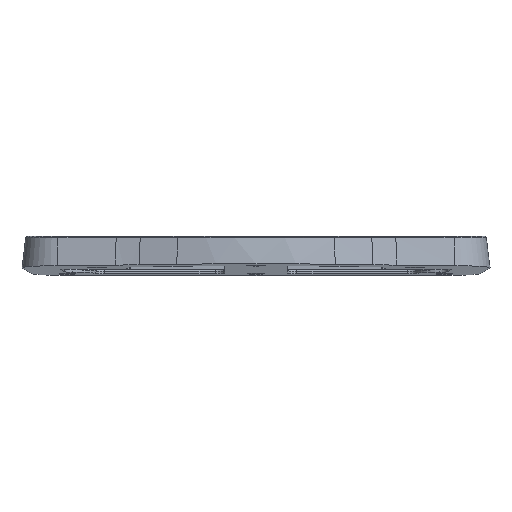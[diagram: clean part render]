
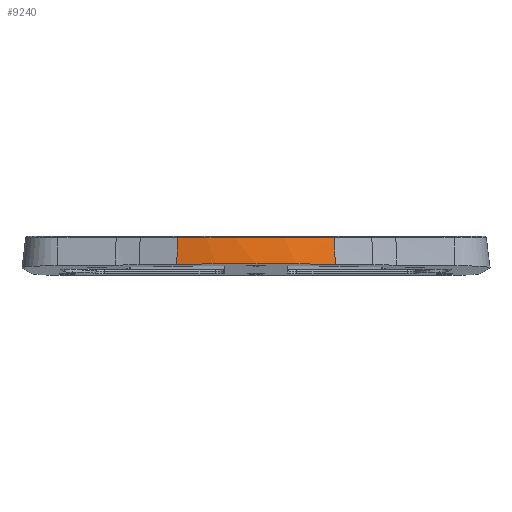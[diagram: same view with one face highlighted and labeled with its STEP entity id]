
A CAD part, front view. The second image highlights one B-rep face of the part: STEP entity #9240.
In plain terms, the highlighted free-form (B-spline) face has degree [7, 1] with [8, 2] control points.
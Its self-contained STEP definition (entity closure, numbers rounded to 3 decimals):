
#325 = PLANE('',#326);
#326 = AXIS2_PLACEMENT_3D('',#327,#328,#329);
#327 = CARTESIAN_POINT('',(0.,4.855,-0.254));
#328 = DIRECTION('',(0.,0.052,0.999));
#329 = DIRECTION('',(0.,0.999,-0.052));
#2882 = VERTEX_POINT('',#2883);
#2883 = CARTESIAN_POINT('',(-40.635,-52.419,
    2.747));
#2897 = B_SPLINE_SURFACE_WITH_KNOTS('',1,1,(
    (#2898,#2899)
    ,(#2900,#2901
    )),.UNSPECIFIED.,.F.,.F.,.F.,(2,2),(2,2),(-19.917,0.),(0.,1.)
  ,.PIECEWISE_BEZIER_KNOTS.);
#2898 = CARTESIAN_POINT('',(-59.356,-45.404,17.));
#2899 = CARTESIAN_POINT('',(-59.873,-47.271,
    2.477));
#2900 = CARTESIAN_POINT('',(-40.117,-50.559,17.));
#2901 = CARTESIAN_POINT('',(-40.635,-52.419,
    2.747));
#2909 = EDGE_CURVE('',#2882,#2910,#2912,.T.);
#2910 = VERTEX_POINT('',#2911);
#2911 = CARTESIAN_POINT('',(40.635,-52.419,
    2.747));
#2912 = SURFACE_CURVE('',#2913,(#2918,#2925),.PCURVE_S1.);
#2913 = CIRCLE('',#2914,157.);
#2914 = AXIS2_PLACEMENT_3D('',#2915,#2916,#2917);
#2915 = CARTESIAN_POINT('',(0.,99.023,-5.19));
#2916 = DIRECTION('',(-0.,0.052,0.999));
#2917 = DIRECTION('',(1.,0.,0.));
#2918 = PCURVE('',#325,#2919);
#2919 = DEFINITIONAL_REPRESENTATION('',(#2920),#2924);
#2920 = CIRCLE('',#2921,157.);
#2921 = AXIS2_PLACEMENT_2D('',#2922,#2923);
#2922 = CARTESIAN_POINT('',(94.297,0.));
#2923 = DIRECTION('',(0.,-1.));
#2924 = ( GEOMETRIC_REPRESENTATION_CONTEXT(2) 
PARAMETRIC_REPRESENTATION_CONTEXT() REPRESENTATION_CONTEXT('2D SPACE',''
  ) );
#2925 = PCURVE('',#2926,#2943);
#2926 = B_SPLINE_SURFACE_WITH_KNOTS('',7,1,(
    (#2927,#2928)
    ,(#2929,#2930)
    ,(#2931,#2932)
    ,(#2933,#2934)
    ,(#2935,#2936)
    ,(#2937,#2938)
    ,(#2939,#2940)
    ,(#2941,#2942
    )),.UNSPECIFIED.,.F.,.F.,.F.,(8,8),(2,2),(4.451,
    4.974),(0.,1.),.PIECEWISE_BEZIER_KNOTS.);
#2927 = CARTESIAN_POINT('',(-40.117,-50.559,17.));
#2928 = CARTESIAN_POINT('',(-40.635,-52.419,
    2.747));
#2929 = CARTESIAN_POINT('',(-28.918,-53.56,17.));
#2930 = CARTESIAN_POINT('',(-29.291,-55.454,
    2.906));
#2931 = CARTESIAN_POINT('',(-17.457,-55.583,17.));
#2932 = CARTESIAN_POINT('',(-17.683,-57.501,
    3.014));
#2933 = CARTESIAN_POINT('',(-5.837,-56.602,17.));
#2934 = CARTESIAN_POINT('',(-5.912,-58.532,
    3.068));
#2935 = CARTESIAN_POINT('',(5.837,-56.602,17.));
#2936 = CARTESIAN_POINT('',(5.912,-58.532,
    3.068));
#2937 = CARTESIAN_POINT('',(17.457,-55.583,17.));
#2938 = CARTESIAN_POINT('',(17.683,-57.501,
    3.014));
#2939 = CARTESIAN_POINT('',(28.918,-53.56,17.));
#2940 = CARTESIAN_POINT('',(29.291,-55.454,
    2.906));
#2941 = CARTESIAN_POINT('',(40.117,-50.559,17.));
#2942 = CARTESIAN_POINT('',(40.635,-52.419,
    2.747));
#2943 = DEFINITIONAL_REPRESENTATION('',(#2944),#2948);
#2944 = LINE('',#2945,#2946);
#2945 = CARTESIAN_POINT('',(0.,1.));
#2946 = VECTOR('',#2947,1.);
#2947 = DIRECTION('',(1.,0.));
#2948 = ( GEOMETRIC_REPRESENTATION_CONTEXT(2) 
PARAMETRIC_REPRESENTATION_CONTEXT() REPRESENTATION_CONTEXT('2D SPACE',''
  ) );
#2966 = B_SPLINE_SURFACE_WITH_KNOTS('',1,1,(
    (#2967,#2968)
    ,(#2969,#2970
    )),.UNSPECIFIED.,.F.,.F.,.F.,(2,2),(2,2),(0.,19.917),(0.,1.
    ),.PIECEWISE_BEZIER_KNOTS.);
#2967 = CARTESIAN_POINT('',(40.117,-50.559,17.));
#2968 = CARTESIAN_POINT('',(40.635,-52.419,
    2.747));
#2969 = CARTESIAN_POINT('',(59.356,-45.404,17.));
#2970 = CARTESIAN_POINT('',(59.873,-47.271,
    2.477));
#9050 = EDGE_CURVE('',#9051,#2910,#9053,.T.);
#9051 = VERTEX_POINT('',#9052);
#9052 = CARTESIAN_POINT('',(40.141,-50.644,
    16.351));
#9053 = SURFACE_CURVE('',#9054,(#9057,#9064),.PCURVE_S1.);
#9054 = B_SPLINE_CURVE_WITH_KNOTS('',1,(#9055,#9056),.UNSPECIFIED.,.F.,
  .F.,(2,2),(0.,1.),.PIECEWISE_BEZIER_KNOTS.);
#9055 = CARTESIAN_POINT('',(40.117,-50.559,17.));
#9056 = CARTESIAN_POINT('',(40.635,-52.419,
    2.747));
#9057 = PCURVE('',#2966,#9058);
#9058 = DEFINITIONAL_REPRESENTATION('',(#9059),#9063);
#9059 = LINE('',#9060,#9061);
#9060 = CARTESIAN_POINT('',(0.,0.));
#9061 = VECTOR('',#9062,1.);
#9062 = DIRECTION('',(0.,1.));
#9063 = ( GEOMETRIC_REPRESENTATION_CONTEXT(2) 
PARAMETRIC_REPRESENTATION_CONTEXT() REPRESENTATION_CONTEXT('2D SPACE',''
  ) );
#9064 = PCURVE('',#2926,#9065);
#9065 = DEFINITIONAL_REPRESENTATION('',(#9066),#9070);
#9066 = LINE('',#9067,#9068);
#9067 = CARTESIAN_POINT('',(4.974,0.));
#9068 = VECTOR('',#9069,1.);
#9069 = DIRECTION('',(0.,1.));
#9070 = ( GEOMETRIC_REPRESENTATION_CONTEXT(2) 
PARAMETRIC_REPRESENTATION_CONTEXT() REPRESENTATION_CONTEXT('2D SPACE',''
  ) );
#9240 = ADVANCED_FACE('',(#9241),#2926,.F.);
#9241 = FACE_BOUND('',#9242,.F.);
#9242 = EDGE_LOOP('',(#9243,#9244,#9245,#9267));
#9243 = ORIENTED_EDGE('',*,*,#9050,.T.);
#9244 = ORIENTED_EDGE('',*,*,#2909,.F.);
#9245 = ORIENTED_EDGE('',*,*,#9246,.F.);
#9246 = EDGE_CURVE('',#9247,#2882,#9249,.T.);
#9247 = VERTEX_POINT('',#9248);
#9248 = CARTESIAN_POINT('',(-40.141,-50.644,
    16.351));
#9249 = SURFACE_CURVE('',#9250,(#9253,#9260),.PCURVE_S1.);
#9250 = B_SPLINE_CURVE_WITH_KNOTS('',1,(#9251,#9252),.UNSPECIFIED.,.F.,
  .F.,(2,2),(0.,1.),.PIECEWISE_BEZIER_KNOTS.);
#9251 = CARTESIAN_POINT('',(-40.117,-50.559,17.));
#9252 = CARTESIAN_POINT('',(-40.635,-52.419,
    2.747));
#9253 = PCURVE('',#2926,#9254);
#9254 = DEFINITIONAL_REPRESENTATION('',(#9255),#9259);
#9255 = LINE('',#9256,#9257);
#9256 = CARTESIAN_POINT('',(4.451,0.));
#9257 = VECTOR('',#9258,1.);
#9258 = DIRECTION('',(0.,1.));
#9259 = ( GEOMETRIC_REPRESENTATION_CONTEXT(2) 
PARAMETRIC_REPRESENTATION_CONTEXT() REPRESENTATION_CONTEXT('2D SPACE',''
  ) );
#9260 = PCURVE('',#2897,#9261);
#9261 = DEFINITIONAL_REPRESENTATION('',(#9262),#9266);
#9262 = LINE('',#9263,#9264);
#9263 = CARTESIAN_POINT('',(0.,0.));
#9264 = VECTOR('',#9265,1.);
#9265 = DIRECTION('',(0.,1.));
#9266 = ( GEOMETRIC_REPRESENTATION_CONTEXT(2) 
PARAMETRIC_REPRESENTATION_CONTEXT() REPRESENTATION_CONTEXT('2D SPACE',''
  ) );
#9267 = ORIENTED_EDGE('',*,*,#9268,.F.);
#9268 = EDGE_CURVE('',#9051,#9247,#9269,.T.);
#9269 = SURFACE_CURVE('',#9270,(#9280,#9294),.PCURVE_S1.);
#9270 = ( BOUNDED_CURVE() B_SPLINE_CURVE(8,(#9271,#9272,#9273,#9274,
    #9275,#9276,#9277,#9278,#9279),.UNSPECIFIED.,.F.,.F.) 
B_SPLINE_CURVE_WITH_KNOTS((9,9),(293.185,374.346),
.PIECEWISE_BEZIER_KNOTS.) CURVE() GEOMETRIC_REPRESENTATION_ITEM() 
RATIONAL_B_SPLINE_CURVE((1.,1.,1.,1.,1.,1.,1.,1.,1.)) 
REPRESENTATION_ITEM('') );
#9271 = CARTESIAN_POINT('',(40.141,-50.644,
    16.351));
#9272 = CARTESIAN_POINT('',(30.336,-53.272,
    16.351));
#9273 = CARTESIAN_POINT('',(20.327,-55.168,
    16.352));
#9274 = CARTESIAN_POINT('',(10.205,-56.306,
    16.352));
#9275 = CARTESIAN_POINT('',(0.,-56.695,16.352)
  );
#9276 = CARTESIAN_POINT('',(-10.205,-56.306,
    16.352));
#9277 = CARTESIAN_POINT('',(-20.327,-55.168,
    16.352));
#9278 = CARTESIAN_POINT('',(-30.336,-53.272,
    16.351));
#9279 = CARTESIAN_POINT('',(-40.141,-50.644,
    16.351));
#9280 = PCURVE('',#2926,#9281);
#9281 = DEFINITIONAL_REPRESENTATION('',(#9282),#9293);
#9282 = B_SPLINE_CURVE_WITH_KNOTS('',9,(#9283,#9284,#9285,#9286,#9287,
    #9288,#9289,#9290,#9291,#9292),.UNSPECIFIED.,.F.,.F.,(10,10),(
    293.185,374.346),.PIECEWISE_BEZIER_KNOTS.);
#9283 = CARTESIAN_POINT('',(4.974,0.046));
#9284 = CARTESIAN_POINT('',(4.916,0.046));
#9285 = CARTESIAN_POINT('',(4.858,0.046));
#9286 = CARTESIAN_POINT('',(4.8,0.046));
#9287 = CARTESIAN_POINT('',(4.741,0.046));
#9288 = CARTESIAN_POINT('',(4.683,0.046));
#9289 = CARTESIAN_POINT('',(4.625,0.046));
#9290 = CARTESIAN_POINT('',(4.567,0.046));
#9291 = CARTESIAN_POINT('',(4.509,0.046));
#9292 = CARTESIAN_POINT('',(4.451,0.046));
#9293 = ( GEOMETRIC_REPRESENTATION_CONTEXT(2) 
PARAMETRIC_REPRESENTATION_CONTEXT() REPRESENTATION_CONTEXT('2D SPACE',''
  ) );
#9294 = PCURVE('',#9295,#9323);
#9295 = ( BOUNDED_SURFACE() B_SPLINE_SURFACE(2,8,(
    (#9296,#9297,#9298,#9299,#9300,#9301,#9302,#9303,#9304)
    ,(#9305,#9306,#9307,#9308,#9309,#9310,#9311,#9312,#9313)
    ,(#9314,#9315,#9316,#9317,#9318,#9319,#9320,#9321,#9322
)),.UNSPECIFIED.,.F.,.F.,.F.) B_SPLINE_SURFACE_WITH_KNOTS((3,3),(9,9),(
    0.,81.161),(293.185,374.346),
.PIECEWISE_BEZIER_KNOTS.) GEOMETRIC_REPRESENTATION_ITEM() 
RATIONAL_B_SPLINE_SURFACE((
    (1.,1.,1.,1.,1.,1.,1.,1.,1.)
    ,(0.753,0.753,0.754,0.754
      ,0.754,0.754,0.754,0.753
      ,0.753)
,(1.,1.,1.,1.,1.,1.,1.,1.,1.))) REPRESENTATION_ITEM('') SURFACE() );
#9296 = CARTESIAN_POINT('',(40.141,-50.644,
    16.351));
#9297 = CARTESIAN_POINT('',(30.336,-53.272,
    16.351));
#9298 = CARTESIAN_POINT('',(20.327,-55.168,
    16.352));
#9299 = CARTESIAN_POINT('',(10.205,-56.306,
    16.352));
#9300 = CARTESIAN_POINT('',(0.,-56.695,16.352)
  );
#9301 = CARTESIAN_POINT('',(-10.205,-56.306,
    16.352));
#9302 = CARTESIAN_POINT('',(-20.327,-55.168,
    16.352));
#9303 = CARTESIAN_POINT('',(-30.336,-53.272,
    16.351));
#9304 = CARTESIAN_POINT('',(-40.141,-50.644,
    16.351));
#9305 = CARTESIAN_POINT('',(40.118,-50.559,17.));
#9306 = CARTESIAN_POINT('',(30.323,-53.184,17.));
#9307 = CARTESIAN_POINT('',(20.321,-55.079,17.));
#9308 = CARTESIAN_POINT('',(10.202,-56.217,17.));
#9309 = CARTESIAN_POINT('',(0.,-56.606,17.));
#9310 = CARTESIAN_POINT('',(-10.202,-56.217,17.));
#9311 = CARTESIAN_POINT('',(-20.321,-55.079,17.));
#9312 = CARTESIAN_POINT('',(-30.323,-53.184,17.));
#9313 = CARTESIAN_POINT('',(-40.118,-50.559,17.));
#9314 = CARTESIAN_POINT('',(39.953,-49.925,17.));
#9315 = CARTESIAN_POINT('',(30.186,-52.543,17.));
#9316 = CARTESIAN_POINT('',(20.23,-54.428,17.));
#9317 = CARTESIAN_POINT('',(10.156,-55.562,17.));
#9318 = CARTESIAN_POINT('',(0.,-55.949,17.));
#9319 = CARTESIAN_POINT('',(-10.156,-55.562,17.));
#9320 = CARTESIAN_POINT('',(-20.23,-54.428,17.));
#9321 = CARTESIAN_POINT('',(-30.186,-52.543,17.));
#9322 = CARTESIAN_POINT('',(-39.953,-49.925,17.));
#9323 = DEFINITIONAL_REPRESENTATION('',(#9324),#9328);
#9324 = LINE('',#9325,#9326);
#9325 = CARTESIAN_POINT('',(0.,0.));
#9326 = VECTOR('',#9327,1.);
#9327 = DIRECTION('',(0.,1.));
#9328 = ( GEOMETRIC_REPRESENTATION_CONTEXT(2) 
PARAMETRIC_REPRESENTATION_CONTEXT() REPRESENTATION_CONTEXT('2D SPACE',''
  ) );
